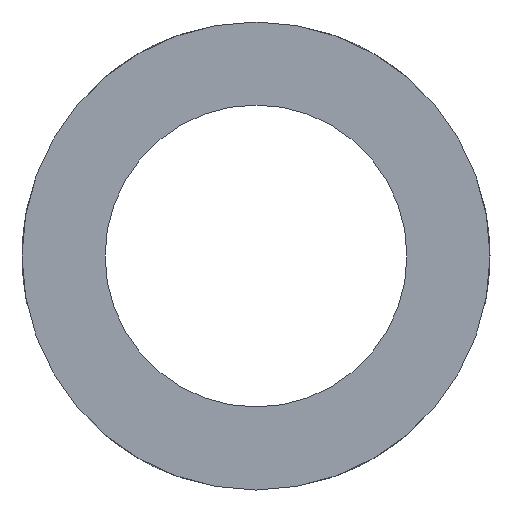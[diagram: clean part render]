
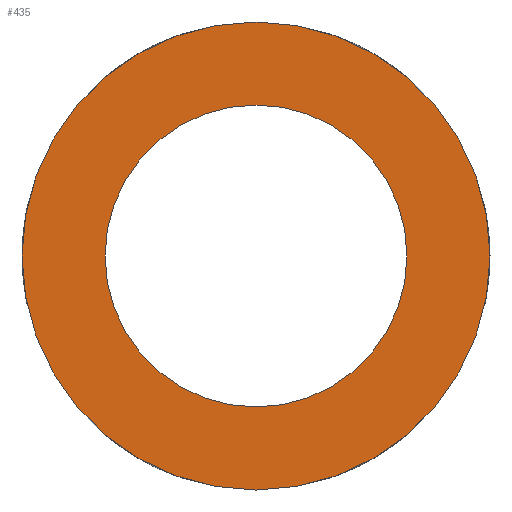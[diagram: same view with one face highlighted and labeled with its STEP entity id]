
A CAD part, left-side view. The second image highlights one B-rep face of the part: STEP entity #435.
In plain terms, the highlighted planar face has unit normal (-1, 0, 0).
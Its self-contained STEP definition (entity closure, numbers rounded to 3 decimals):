
#435 = ADVANCED_FACE( '', ( #887, #888 ), #889, .T. );
#887 = FACE_BOUND( '', #1327, .T. );
#888 = FACE_OUTER_BOUND( '', #1328, .T. );
#889 = PLANE( '', #1329 );
#1327 = EDGE_LOOP( '', ( #2429 ) );
#1328 = EDGE_LOOP( '', ( #2430 ) );
#1329 = AXIS2_PLACEMENT_3D( '', #2431, #2432, #2433 );
#2429 = ORIENTED_EDGE( '', *, *, #2645, .T. );
#2430 = ORIENTED_EDGE( '', *, *, #2524, .F. );
#2431 = CARTESIAN_POINT( '', ( 0., 31., 0. ) );
#2432 = DIRECTION( '', ( -1., 0., 0. ) );
#2433 = DIRECTION( '', ( 0., 0., 1. ) );
#2524 = EDGE_CURVE( '', #3000, #3000, #3001, .T. );
#2645 = EDGE_CURVE( '', #3196, #3196, #3197, .T. );
#3000 = VERTEX_POINT( '', #3657 );
#3001 = CIRCLE( '', #3658, 31. );
#3196 = VERTEX_POINT( '', #3915 );
#3197 = CIRCLE( '', #3916, 20. );
#3657 = CARTESIAN_POINT( '', ( 0., 0., -31. ) );
#3658 = AXIS2_PLACEMENT_3D( '', #4396, #4397, #4398 );
#3915 = CARTESIAN_POINT( '', ( 0., 0., -20. ) );
#3916 = AXIS2_PLACEMENT_3D( '', #4554, #4555, #4556 );
#4396 = CARTESIAN_POINT( '', ( 0., 0., 0. ) );
#4397 = DIRECTION( '', ( 1., 0., 0. ) );
#4398 = DIRECTION( '', ( 0., 0., -1. ) );
#4554 = CARTESIAN_POINT( '', ( 0., 0., 0. ) );
#4555 = DIRECTION( '', ( 1., 0., 0. ) );
#4556 = DIRECTION( '', ( 0., 0., -1. ) );
